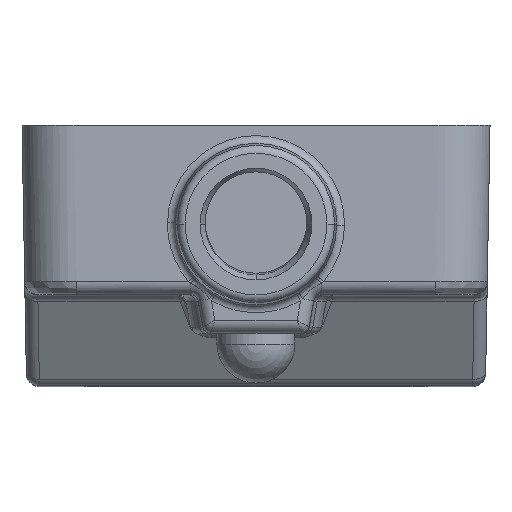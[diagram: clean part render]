
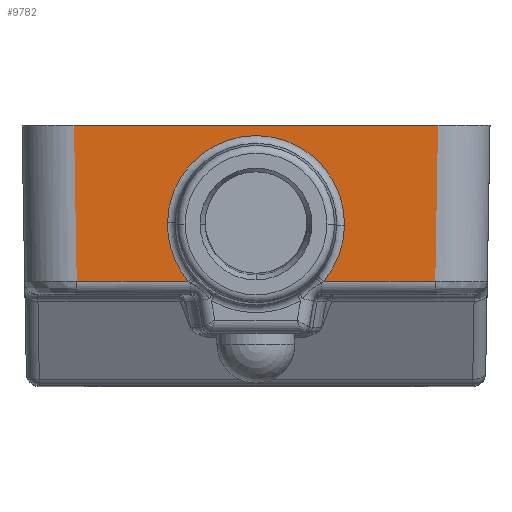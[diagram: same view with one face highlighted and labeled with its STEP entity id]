
A CAD part, top view. The second image highlights one B-rep face of the part: STEP entity #9782.
In plain terms, the highlighted planar face has unit normal (0, 0, 1).
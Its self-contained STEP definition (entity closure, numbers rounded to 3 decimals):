
#16 = ORIENTED_EDGE ( 'NONE', *, *, #10847, .T. ) ;
#439 = VECTOR ( 'NONE', #1403, 1000. ) ;
#648 = DIRECTION ( 'NONE',  ( -0.763, -0.646, 0. ) ) ;
#652 = DIRECTION ( 'NONE',  ( -0.763, -0.646, 0. ) ) ;
#916 = CARTESIAN_POINT ( 'NONE',  ( -9., 0., 15.25 ) ) ;
#935 = AXIS2_PLACEMENT_3D ( 'NONE', #11144, #2167, #11083 ) ;
#977 = FACE_OUTER_BOUND ( 'NONE', #1717, .T. ) ;
#984 = CIRCLE ( 'NONE', #11277, 3.406 ) ;
#1156 = VECTOR ( 'NONE', #5732, 1000. ) ;
#1284 = EDGE_CURVE ( 'NONE', #4653, #4579, #10154, .T. ) ;
#1403 = DIRECTION ( 'NONE',  ( -1., 0., 0. ) ) ;
#1587 = EDGE_CURVE ( 'NONE', #10098, #7870, #9975, .T. ) ;
#1659 = ORIENTED_EDGE ( 'NONE', *, *, #8485, .T. ) ;
#1704 = EDGE_CURVE ( 'NONE', #4651, #7870, #8701, .T. ) ;
#1717 = EDGE_LOOP ( 'NONE', ( #2393, #16, #9090, #1659, #5592, #10582, #8279, #10796 ) ) ;
#1915 = AXIS2_PLACEMENT_3D ( 'NONE', #916, #8009, #9844 ) ;
#2036 = CIRCLE ( 'NONE', #935, 3.406 ) ;
#2167 = DIRECTION ( 'NONE',  ( 0., 0., -1. ) ) ;
#2204 = EDGE_CURVE ( 'NONE', #8697, #10244, #9905, .T. ) ;
#2393 = ORIENTED_EDGE ( 'NONE', *, *, #1587, .F. ) ;
#2434 = VECTOR ( 'NONE', #8498, 1000. ) ;
#3845 = CARTESIAN_POINT ( 'NONE',  ( 3.405, 6.133, 15.25 ) ) ;
#4497 = PLANE ( 'NONE',  #1915 ) ;
#4579 = VERTEX_POINT ( 'NONE', #8522 ) ;
#4651 = VERTEX_POINT ( 'NONE', #3845 ) ;
#4653 = VERTEX_POINT ( 'NONE', #9891 ) ;
#4977 = CARTESIAN_POINT ( 'NONE',  ( 6.895, 4., 15.25 ) ) ;
#5592 = ORIENTED_EDGE ( 'NONE', *, *, #1284, .F. ) ;
#5638 = VECTOR ( 'NONE', #8886, 1000. ) ;
#5654 = EDGE_CURVE ( 'NONE', #4653, #9371, #2036, .T. ) ;
#5732 = DIRECTION ( 'NONE',  ( -1., 0., 0. ) ) ;
#5776 = CARTESIAN_POINT ( 'NONE',  ( -7., 10., 15.25 ) ) ;
#5909 = CARTESIAN_POINT ( 'NONE',  ( -7., 10., 15.25 ) ) ;
#5955 = CARTESIAN_POINT ( 'NONE',  ( 0., 6.2, 15.25 ) ) ;
#6584 = CARTESIAN_POINT ( 'NONE',  ( 6.895, 4., 15.25 ) ) ;
#6833 = CARTESIAN_POINT ( 'NONE',  ( -3.405, 6.267, 15.25 ) ) ;
#7520 = LINE ( 'NONE', #4977, #2434 ) ;
#7737 = CARTESIAN_POINT ( 'NONE',  ( 2.6, 4., 15.25 ) ) ;
#7828 = CARTESIAN_POINT ( 'NONE',  ( 6.895, 4., 15.25 ) ) ;
#7870 = VERTEX_POINT ( 'NONE', #7737 ) ;
#8009 = DIRECTION ( 'NONE',  ( 0., 0., 1. ) ) ;
#8279 = ORIENTED_EDGE ( 'NONE', *, *, #9614, .T. ) ;
#8485 = EDGE_CURVE ( 'NONE', #8697, #4579, #10267, .T. ) ;
#8498 = DIRECTION ( 'NONE',  ( 0.017, 1., 0. ) ) ;
#8522 = CARTESIAN_POINT ( 'NONE',  ( -6.895, 4., 15.25 ) ) ;
#8697 = VERTEX_POINT ( 'NONE', #5776 ) ;
#8701 = CIRCLE ( 'NONE', #10157, 3.406 ) ;
#8886 = DIRECTION ( 'NONE',  ( 1., 0., 0. ) ) ;
#9090 = ORIENTED_EDGE ( 'NONE', *, *, #2204, .F. ) ;
#9371 = VERTEX_POINT ( 'NONE', #6833 ) ;
#9614 = EDGE_CURVE ( 'NONE', #9371, #4651, #984, .T. ) ;
#9623 = DIRECTION ( 'NONE',  ( 0., 0., -1. ) ) ;
#9735 = CARTESIAN_POINT ( 'NONE',  ( -7., 10., 15.25 ) ) ;
#9771 = CARTESIAN_POINT ( 'NONE',  ( 7., 10., 15.25 ) ) ;
#9782 = ADVANCED_FACE ( 'NONE', ( #977 ), #4497, .T. ) ;
#9844 = DIRECTION ( 'NONE',  ( 1., 0., 0. ) ) ;
#9891 = CARTESIAN_POINT ( 'NONE',  ( -2.6, 4., 15.25 ) ) ;
#9905 = LINE ( 'NONE', #9735, #5638 ) ;
#9975 = LINE ( 'NONE', #6584, #439 ) ;
#10098 = VERTEX_POINT ( 'NONE', #7828 ) ;
#10154 = LINE ( 'NONE', #10902, #1156 ) ;
#10157 = AXIS2_PLACEMENT_3D ( 'NONE', #10310, #11105, #652 ) ;
#10167 = VECTOR ( 'NONE', #11231, 1000. ) ;
#10244 = VERTEX_POINT ( 'NONE', #9771 ) ;
#10267 = LINE ( 'NONE', #5909, #10167 ) ;
#10310 = CARTESIAN_POINT ( 'NONE',  ( 0., 6.2, 15.25 ) ) ;
#10582 = ORIENTED_EDGE ( 'NONE', *, *, #5654, .T. ) ;
#10796 = ORIENTED_EDGE ( 'NONE', *, *, #1704, .T. ) ;
#10847 = EDGE_CURVE ( 'NONE', #10098, #10244, #7520, .T. ) ;
#10902 = CARTESIAN_POINT ( 'NONE',  ( -2.6, 4., 15.25 ) ) ;
#11083 = DIRECTION ( 'NONE',  ( -0.763, -0.646, 0. ) ) ;
#11105 = DIRECTION ( 'NONE',  ( 0., 0., -1. ) ) ;
#11144 = CARTESIAN_POINT ( 'NONE',  ( 0., 6.2, 15.25 ) ) ;
#11231 = DIRECTION ( 'NONE',  ( 0.017, -1., 0. ) ) ;
#11277 = AXIS2_PLACEMENT_3D ( 'NONE', #5955, #9623, #648 ) ;
